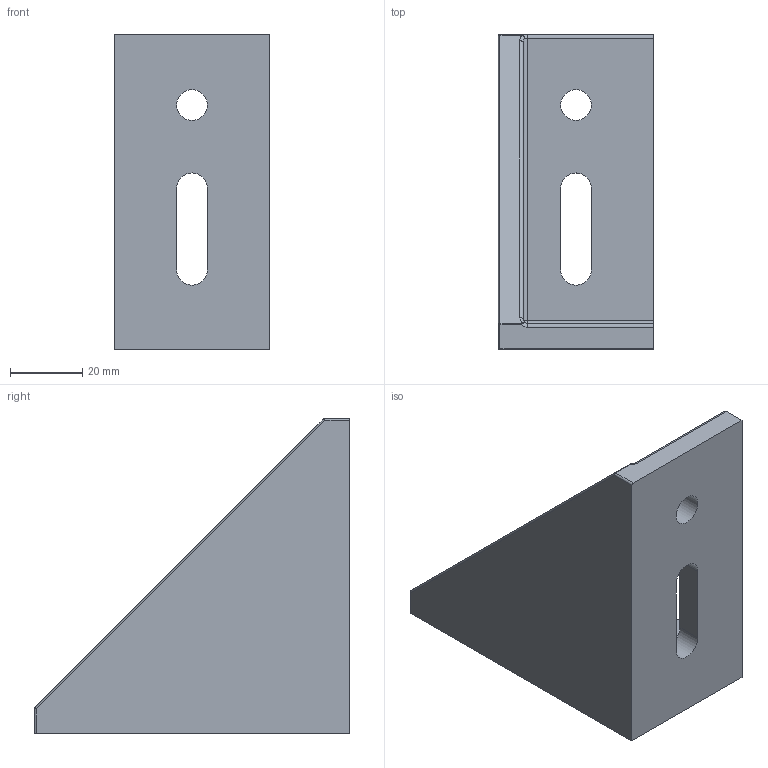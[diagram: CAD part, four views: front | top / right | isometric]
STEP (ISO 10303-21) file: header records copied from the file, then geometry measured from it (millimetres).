
FILE_DESCRIPTION(/* description */ ('Fixační úhelník 43x87'),/* implementation_level */ '2;1');
FILE_NAME(/* name */ '304387.stp',/* time_stamp */ '2022-10-07T09:00:25+02:00',/* author */ ('aluteckkpl_am'),/* organization */ (''),/* preprocessor_version */ 'ST-DEVELOPER v18.1',/* originating_system */ 'Autodesk Inventor 2021',/* authorisation */ '');
FILE_SCHEMA (('CONFIG_CONTROL_DESIGN','INTEGRATED_CNC_SCHEMA'));
Length unit declared in the file: millimetre
Products named in the file (1): 304387
Bounding box: 43 x 87 x 87 mm (x, y, z)
Volume: 62069.7 mm3; surface area: 24815.3 mm2
Topology: 1 solids, 1 shells, 290 faces, 665 edges, 341 vertices
Faces by surface type: cylinder 129, torus 58, plane 54, sphere 43, bspline 6
Full cylindrical faces by diameter (mm): 8.5 x2
Entity records: 7894 total; most frequent: DIRECTION 1529, CARTESIAN_POINT 1411, ORIENTED_EDGE 1242, AXIS2_PLACEMENT_3D 635, EDGE_CURVE 621, CIRCLE 350, VERTEX_POINT 341, EDGE_LOOP 306
